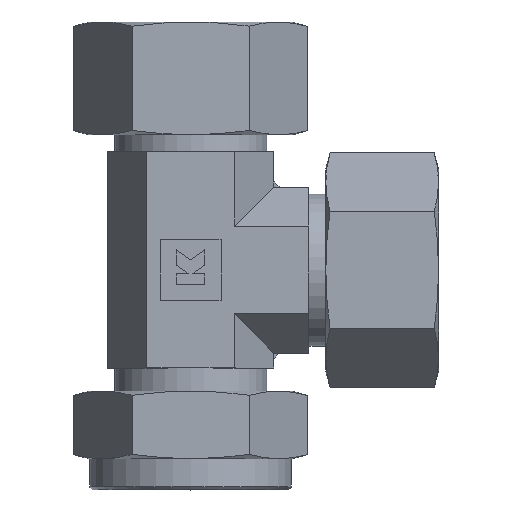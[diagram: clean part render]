
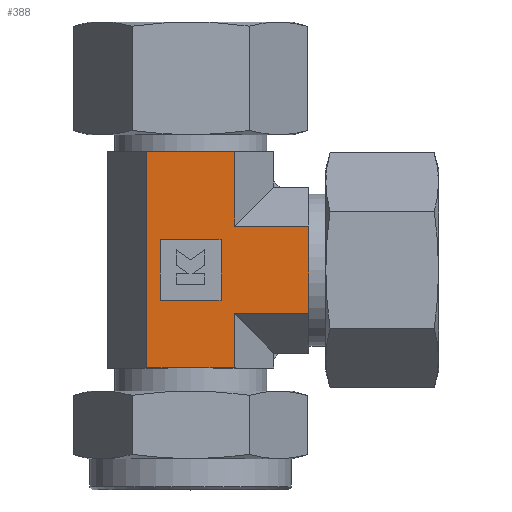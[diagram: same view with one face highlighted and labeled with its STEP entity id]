
A CAD part, top view. The second image highlights one B-rep face of the part: STEP entity #388.
In plain terms, the highlighted planar face has unit normal (0, 0, 1).
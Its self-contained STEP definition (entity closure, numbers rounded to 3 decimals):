
#388 = ADVANCED_FACE( '', ( #769, #770 ), #771, .T. );
#769 = FACE_BOUND( '', #1299, .T. );
#770 = FACE_OUTER_BOUND( '', #1300, .T. );
#771 = PLANE( '', #1301 );
#1299 = EDGE_LOOP( '', ( #2502, #2503, #2504, #2505 ) );
#1300 = EDGE_LOOP( '', ( #2506, #2507, #2508, #2509, #2510, #2511, #2512, #2513, #2514, #2515, #2516 ) );
#1301 = AXIS2_PLACEMENT_3D( '', #2517, #2518, #2519 );
#2502 = ORIENTED_EDGE( '', *, *, #3675, .T. );
#2503 = ORIENTED_EDGE( '', *, *, #3679, .T. );
#2504 = ORIENTED_EDGE( '', *, *, #3682, .T. );
#2505 = ORIENTED_EDGE( '', *, *, #3684, .T. );
#2506 = ORIENTED_EDGE( '', *, *, #3763, .T. );
#2507 = ORIENTED_EDGE( '', *, *, #3769, .T. );
#2508 = ORIENTED_EDGE( '', *, *, #3768, .T. );
#2509 = ORIENTED_EDGE( '', *, *, #3786, .F. );
#2510 = ORIENTED_EDGE( '', *, *, #3787, .T. );
#2511 = ORIENTED_EDGE( '', *, *, #3788, .T. );
#2512 = ORIENTED_EDGE( '', *, *, #3789, .T. );
#2513 = ORIENTED_EDGE( '', *, *, #3790, .F. );
#2514 = ORIENTED_EDGE( '', *, *, #3791, .T. );
#2515 = ORIENTED_EDGE( '', *, *, #3792, .T. );
#2516 = ORIENTED_EDGE( '', *, *, #3793, .T. );
#2517 = CARTESIAN_POINT( '', ( 0., -7.794, 13.5 ) );
#2518 = DIRECTION( '', ( 0., 0., 1. ) );
#2519 = DIRECTION( '', ( 0., -1., 0. ) );
#3675 = EDGE_CURVE( '', #4446, #4444, #4447, .T. );
#3679 = EDGE_CURVE( '', #4444, #4451, #4453, .T. );
#3682 = EDGE_CURVE( '', #4451, #4456, #4458, .T. );
#3684 = EDGE_CURVE( '', #4456, #4446, #4460, .T. );
#3763 = EDGE_CURVE( '', #4557, #4565, #4567, .T. );
#3768 = EDGE_CURVE( '', #4478, #4573, #4575, .T. );
#3769 = EDGE_CURVE( '', #4565, #4478, #4576, .T. );
#3786 = EDGE_CURVE( '', #4603, #4573, #4604, .T. );
#3787 = EDGE_CURVE( '', #4603, #4605, #4606, .T. );
#3788 = EDGE_CURVE( '', #4605, #4598, #4607, .T. );
#3789 = EDGE_CURVE( '', #4598, #4608, #4609, .T. );
#3790 = EDGE_CURVE( '', #4610, #4608, #4611, .T. );
#3791 = EDGE_CURVE( '', #4610, #4518, #4612, .T. );
#3792 = EDGE_CURVE( '', #4518, #4613, #4614, .T. );
#3793 = EDGE_CURVE( '', #4613, #4557, #4615, .T. );
#4444 = VERTEX_POINT( '', #5523 );
#4446 = VERTEX_POINT( '', #5526 );
#4447 = LINE( '', #5527, #5528 );
#4451 = VERTEX_POINT( '', #5534 );
#4453 = LINE( '', #5537, #5538 );
#4456 = VERTEX_POINT( '', #5542 );
#4458 = LINE( '', #5545, #5546 );
#4460 = LINE( '', #5549, #5550 );
#4478 = VERTEX_POINT( '', #5568 );
#4518 = VERTEX_POINT( '', #5608 );
#4557 = VERTEX_POINT( '', #5833 );
#4565 = VERTEX_POINT( '', #5845 );
#4567 = LINE( '', #5848, #5849 );
#4573 = VERTEX_POINT( '', #5858 );
#4575 = LINE( '', #5861, #5862 );
#4576 = LINE( '', #5863, #5864 );
#4598 = VERTEX_POINT( '', #5898 );
#4603 = VERTEX_POINT( '', #5903 );
#4604 = LINE( '', #5904, #5905 );
#4605 = VERTEX_POINT( '', #5906 );
#4606 = LINE( '', #5907, #5908 );
#4607 = LINE( '', #5909, #5910 );
#4608 = VERTEX_POINT( '', #5911 );
#4609 = LINE( '', #5912, #5913 );
#4610 = VERTEX_POINT( '', #5914 );
#4611 = LINE( '', #5915, #5916 );
#4612 = LINE( '', #5917, #5918 );
#4613 = VERTEX_POINT( '', #5919 );
#4614 = LINE( '', #5920, #5921 );
#4615 = LINE( '', #5922, #5923 );
#5523 = CARTESIAN_POINT( '', ( -5.4, 5.4, 13.5 ) );
#5526 = CARTESIAN_POINT( '', ( -5.4, -5.4, 13.5 ) );
#5527 = CARTESIAN_POINT( '', ( -5.4, -6.597, 13.5 ) );
#5528 = VECTOR( '', #7168, 1. );
#5534 = CARTESIAN_POINT( '', ( 5.4, 5.4, 13.5 ) );
#5537 = CARTESIAN_POINT( '', ( -2.7, 5.4, 13.5 ) );
#5538 = VECTOR( '', #7172, 1. );
#5542 = CARTESIAN_POINT( '', ( 5.4, -5.4, 13.5 ) );
#5545 = CARTESIAN_POINT( '', ( 5.4, -1.197, 13.5 ) );
#5546 = VECTOR( '', #7175, 1. );
#5549 = CARTESIAN_POINT( '', ( 2.7, -5.4, 13.5 ) );
#5550 = VECTOR( '', #7177, 1. );
#5568 = CARTESIAN_POINT( '', ( 21., 0., 13.5 ) );
#5608 = CARTESIAN_POINT( '', ( 0., -17.4, 13.5 ) );
#5833 = CARTESIAN_POINT( '', ( 7.794, -7.794, 13.5 ) );
#5845 = CARTESIAN_POINT( '', ( 21., -7.794, 13.5 ) );
#5848 = CARTESIAN_POINT( '', ( 0., -7.794, 13.5 ) );
#5849 = VECTOR( '', #7330, 1. );
#5858 = CARTESIAN_POINT( '', ( 21., 7.794, 13.5 ) );
#5861 = CARTESIAN_POINT( '', ( 21., 7.794, 13.5 ) );
#5862 = VECTOR( '', #7335, 1. );
#5863 = CARTESIAN_POINT( '', ( 21., 7.794, 13.5 ) );
#5864 = VECTOR( '', #7336, 1. );
#5898 = CARTESIAN_POINT( '', ( 0., 21., 13.5 ) );
#5903 = CARTESIAN_POINT( '', ( 7.794, 7.794, 13.5 ) );
#5904 = CARTESIAN_POINT( '', ( 0., 7.794, 13.5 ) );
#5905 = VECTOR( '', #7361, 1. );
#5906 = CARTESIAN_POINT( '', ( 7.794, 21., 13.5 ) );
#5907 = CARTESIAN_POINT( '', ( 7.794, -17.4, 13.5 ) );
#5908 = VECTOR( '', #7362, 1. );
#5909 = CARTESIAN_POINT( '', ( -7.794, 21., 13.5 ) );
#5910 = VECTOR( '', #7363, 1. );
#5911 = CARTESIAN_POINT( '', ( -7.794, 21., 13.5 ) );
#5912 = CARTESIAN_POINT( '', ( -7.794, 21., 13.5 ) );
#5913 = VECTOR( '', #7364, 1. );
#5914 = CARTESIAN_POINT( '', ( -7.794, -17.4, 13.5 ) );
#5915 = CARTESIAN_POINT( '', ( -7.794, -17.4, 13.5 ) );
#5916 = VECTOR( '', #7365, 1. );
#5917 = CARTESIAN_POINT( '', ( -7.794, -17.4, 13.5 ) );
#5918 = VECTOR( '', #7366, 1. );
#5919 = CARTESIAN_POINT( '', ( 7.794, -17.4, 13.5 ) );
#5920 = CARTESIAN_POINT( '', ( -7.794, -17.4, 13.5 ) );
#5921 = VECTOR( '', #7367, 1. );
#5922 = CARTESIAN_POINT( '', ( 7.794, -17.4, 13.5 ) );
#5923 = VECTOR( '', #7368, 1. );
#7168 = DIRECTION( '', ( 0., 1., 0. ) );
#7172 = DIRECTION( '', ( 1., 0., 0. ) );
#7175 = DIRECTION( '', ( 0., -1., 0. ) );
#7177 = DIRECTION( '', ( -1., 0., 0. ) );
#7330 = DIRECTION( '', ( 1., 0., 0. ) );
#7335 = DIRECTION( '', ( 0., 1., 0. ) );
#7336 = DIRECTION( '', ( 0., 1., 0. ) );
#7361 = DIRECTION( '', ( 1., 0., 0. ) );
#7362 = DIRECTION( '', ( 0., 1., 0. ) );
#7363 = DIRECTION( '', ( -1., 0., 0. ) );
#7364 = DIRECTION( '', ( -1., 0., 0. ) );
#7365 = DIRECTION( '', ( 0., 1., 0. ) );
#7366 = DIRECTION( '', ( 1., 0., 0. ) );
#7367 = DIRECTION( '', ( 1., 0., 0. ) );
#7368 = DIRECTION( '', ( 0., 1., 0. ) );
